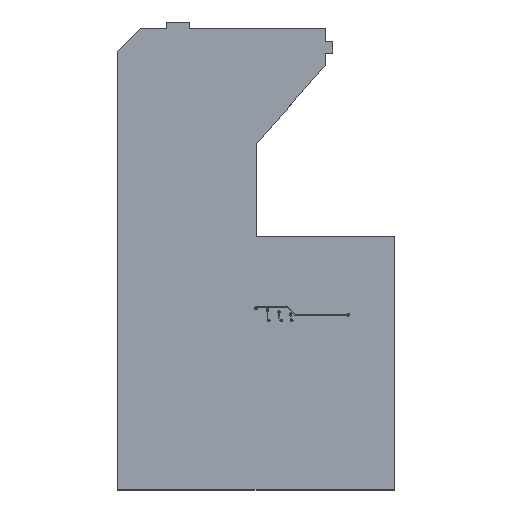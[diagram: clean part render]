
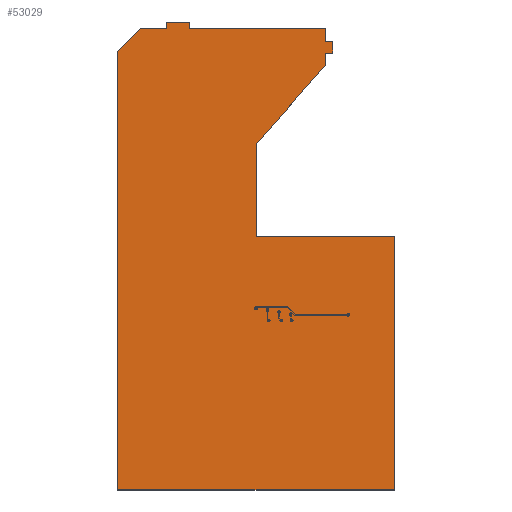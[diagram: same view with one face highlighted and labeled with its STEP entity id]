
A CAD part, top view. The second image highlights one B-rep face of the part: STEP entity #53029.
In plain terms, the highlighted planar face has unit normal (0, 0, 1).
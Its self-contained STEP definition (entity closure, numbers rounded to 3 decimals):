
#53029 = ADVANCED_FACE('',(#53030),#53168,.T.);
#53030 = FACE_BOUND('',#53031,.F.);
#53031 = EDGE_LOOP('',(#53032,#53042,#53050,#53058,#53066,#53074,#53082,
    #53090,#53098,#53106,#53114,#53122,#53130,#53138,#53146,#53154,
    #53162));
#53032 = ORIENTED_EDGE('',*,*,#53033,.T.);
#53033 = EDGE_CURVE('',#53034,#53036,#53038,.T.);
#53034 = VERTEX_POINT('',#53035);
#53035 = CARTESIAN_POINT('',(90.5,-75.,1.56));
#53036 = VERTEX_POINT('',#53037);
#53037 = CARTESIAN_POINT('',(90.5,-73.5,1.56));
#53038 = LINE('',#53039,#53040);
#53039 = CARTESIAN_POINT('',(90.5,-75.,1.56));
#53040 = VECTOR('',#53041,1.);
#53041 = DIRECTION('',(0.,1.,0.));
#53042 = ORIENTED_EDGE('',*,*,#53043,.T.);
#53043 = EDGE_CURVE('',#53036,#53044,#53046,.T.);
#53044 = VERTEX_POINT('',#53045);
#53045 = CARTESIAN_POINT('',(95.5,-73.5,1.56));
#53046 = LINE('',#53047,#53048);
#53047 = CARTESIAN_POINT('',(90.5,-73.5,1.56));
#53048 = VECTOR('',#53049,1.);
#53049 = DIRECTION('',(1.,0.,0.));
#53050 = ORIENTED_EDGE('',*,*,#53051,.T.);
#53051 = EDGE_CURVE('',#53044,#53052,#53054,.T.);
#53052 = VERTEX_POINT('',#53053);
#53053 = CARTESIAN_POINT('',(95.5,-75.,1.56));
#53054 = LINE('',#53055,#53056);
#53055 = CARTESIAN_POINT('',(95.5,-73.5,1.56));
#53056 = VECTOR('',#53057,1.);
#53057 = DIRECTION('',(0.,-1.,0.));
#53058 = ORIENTED_EDGE('',*,*,#53059,.T.);
#53059 = EDGE_CURVE('',#53052,#53060,#53062,.T.);
#53060 = VERTEX_POINT('',#53061);
#53061 = CARTESIAN_POINT('',(125.,-75.,1.56));
#53062 = LINE('',#53063,#53064);
#53063 = CARTESIAN_POINT('',(95.5,-75.,1.56));
#53064 = VECTOR('',#53065,1.);
#53065 = DIRECTION('',(1.,0.,0.));
#53066 = ORIENTED_EDGE('',*,*,#53067,.T.);
#53067 = EDGE_CURVE('',#53060,#53068,#53070,.T.);
#53068 = VERTEX_POINT('',#53069);
#53069 = CARTESIAN_POINT('',(125.,-77.75,1.56));
#53070 = LINE('',#53071,#53072);
#53071 = CARTESIAN_POINT('',(125.,-75.,1.56));
#53072 = VECTOR('',#53073,1.);
#53073 = DIRECTION('',(0.,-1.,0.));
#53074 = ORIENTED_EDGE('',*,*,#53075,.T.);
#53075 = EDGE_CURVE('',#53068,#53076,#53078,.T.);
#53076 = VERTEX_POINT('',#53077);
#53077 = CARTESIAN_POINT('',(126.6,-77.75,1.56));
#53078 = LINE('',#53079,#53080);
#53079 = CARTESIAN_POINT('',(125.,-77.75,1.56));
#53080 = VECTOR('',#53081,1.);
#53081 = DIRECTION('',(1.,0.,0.));
#53082 = ORIENTED_EDGE('',*,*,#53083,.T.);
#53083 = EDGE_CURVE('',#53076,#53084,#53086,.T.);
#53084 = VERTEX_POINT('',#53085);
#53085 = CARTESIAN_POINT('',(126.6,-80.25,1.56));
#53086 = LINE('',#53087,#53088);
#53087 = CARTESIAN_POINT('',(126.6,-77.75,1.56));
#53088 = VECTOR('',#53089,1.);
#53089 = DIRECTION('',(0.,-1.,0.));
#53090 = ORIENTED_EDGE('',*,*,#53091,.T.);
#53091 = EDGE_CURVE('',#53084,#53092,#53094,.T.);
#53092 = VERTEX_POINT('',#53093);
#53093 = CARTESIAN_POINT('',(125.,-80.25,1.56));
#53094 = LINE('',#53095,#53096);
#53095 = CARTESIAN_POINT('',(126.6,-80.25,1.56));
#53096 = VECTOR('',#53097,1.);
#53097 = DIRECTION('',(-1.,0.,0.));
#53098 = ORIENTED_EDGE('',*,*,#53099,.T.);
#53099 = EDGE_CURVE('',#53092,#53100,#53102,.T.);
#53100 = VERTEX_POINT('',#53101);
#53101 = CARTESIAN_POINT('',(125.,-83.,1.56));
#53102 = LINE('',#53103,#53104);
#53103 = CARTESIAN_POINT('',(125.,-80.25,1.56));
#53104 = VECTOR('',#53105,1.);
#53105 = DIRECTION('',(0.,-1.,0.));
#53106 = ORIENTED_EDGE('',*,*,#53107,.T.);
#53107 = EDGE_CURVE('',#53100,#53108,#53110,.T.);
#53108 = VERTEX_POINT('',#53109);
#53109 = CARTESIAN_POINT('',(110.,-100.,1.56));
#53110 = LINE('',#53111,#53112);
#53111 = CARTESIAN_POINT('',(125.,-83.,1.56));
#53112 = VECTOR('',#53113,1.);
#53113 = DIRECTION('',(-0.662,-0.75,0.));
#53114 = ORIENTED_EDGE('',*,*,#53115,.T.);
#53115 = EDGE_CURVE('',#53108,#53116,#53118,.T.);
#53116 = VERTEX_POINT('',#53117);
#53117 = CARTESIAN_POINT('',(110.,-120.,1.56));
#53118 = LINE('',#53119,#53120);
#53119 = CARTESIAN_POINT('',(110.,-100.,1.56));
#53120 = VECTOR('',#53121,1.);
#53121 = DIRECTION('',(0.,-1.,0.));
#53122 = ORIENTED_EDGE('',*,*,#53123,.T.);
#53123 = EDGE_CURVE('',#53116,#53124,#53126,.T.);
#53124 = VERTEX_POINT('',#53125);
#53125 = CARTESIAN_POINT('',(140.,-120.,1.56));
#53126 = LINE('',#53127,#53128);
#53127 = CARTESIAN_POINT('',(110.,-120.,1.56));
#53128 = VECTOR('',#53129,1.);
#53129 = DIRECTION('',(1.,0.,0.));
#53130 = ORIENTED_EDGE('',*,*,#53131,.T.);
#53131 = EDGE_CURVE('',#53124,#53132,#53134,.T.);
#53132 = VERTEX_POINT('',#53133);
#53133 = CARTESIAN_POINT('',(140.,-175.,1.56));
#53134 = LINE('',#53135,#53136);
#53135 = CARTESIAN_POINT('',(140.,-120.,1.56));
#53136 = VECTOR('',#53137,1.);
#53137 = DIRECTION('',(0.,-1.,0.));
#53138 = ORIENTED_EDGE('',*,*,#53139,.T.);
#53139 = EDGE_CURVE('',#53132,#53140,#53142,.T.);
#53140 = VERTEX_POINT('',#53141);
#53141 = CARTESIAN_POINT('',(80.,-175.,1.56));
#53142 = LINE('',#53143,#53144);
#53143 = CARTESIAN_POINT('',(140.,-175.,1.56));
#53144 = VECTOR('',#53145,1.);
#53145 = DIRECTION('',(-1.,0.,0.));
#53146 = ORIENTED_EDGE('',*,*,#53147,.T.);
#53147 = EDGE_CURVE('',#53140,#53148,#53150,.T.);
#53148 = VERTEX_POINT('',#53149);
#53149 = CARTESIAN_POINT('',(80.,-80.,1.56));
#53150 = LINE('',#53151,#53152);
#53151 = CARTESIAN_POINT('',(80.,-175.,1.56));
#53152 = VECTOR('',#53153,1.);
#53153 = DIRECTION('',(0.,1.,0.));
#53154 = ORIENTED_EDGE('',*,*,#53155,.T.);
#53155 = EDGE_CURVE('',#53148,#53156,#53158,.T.);
#53156 = VERTEX_POINT('',#53157);
#53157 = CARTESIAN_POINT('',(85.,-75.,1.56));
#53158 = LINE('',#53159,#53160);
#53159 = CARTESIAN_POINT('',(80.,-80.,1.56));
#53160 = VECTOR('',#53161,1.);
#53161 = DIRECTION('',(0.707,0.707,0.));
#53162 = ORIENTED_EDGE('',*,*,#53163,.T.);
#53163 = EDGE_CURVE('',#53156,#53034,#53164,.T.);
#53164 = LINE('',#53165,#53166);
#53165 = CARTESIAN_POINT('',(85.,-75.,1.56));
#53166 = VECTOR('',#53167,1.);
#53167 = DIRECTION('',(1.,0.,0.));
#53168 = PLANE('',#53169);
#53169 = AXIS2_PLACEMENT_3D('',#53170,#53171,#53172);
#53170 = CARTESIAN_POINT('',(0.,0.,1.56));
#53171 = DIRECTION('',(0.,0.,1.));
#53172 = DIRECTION('',(1.,0.,-0.));
